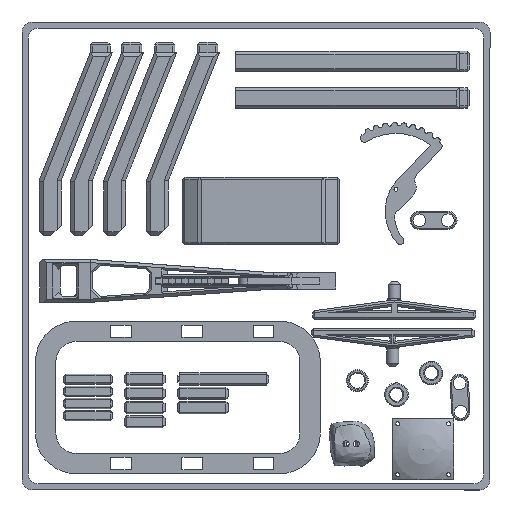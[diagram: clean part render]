
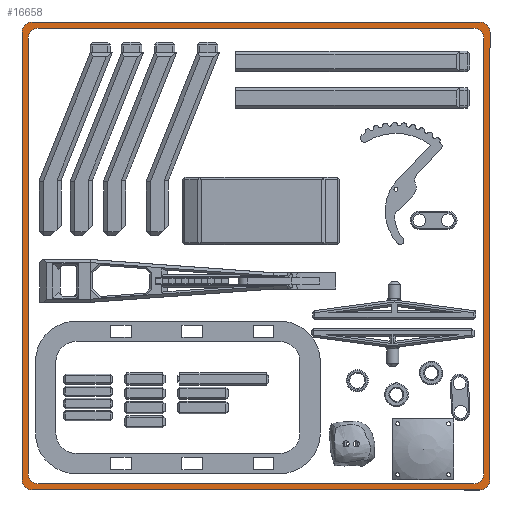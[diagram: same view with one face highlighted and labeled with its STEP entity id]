
A CAD part, front view. The second image highlights one B-rep face of the part: STEP entity #16658.
In plain terms, the highlighted face is planar.
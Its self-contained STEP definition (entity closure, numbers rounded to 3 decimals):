
#209=FACE_BOUND('',#3397,.T.);
#1414=PLANE('',#18381);
#2346=FACE_OUTER_BOUND('',#3396,.T.);
#3396=EDGE_LOOP('',(#15591,#15592,#15593,#15594,#15595,#15596,#15597,#15598));
#3397=EDGE_LOOP('',(#15599,#15600,#15601,#15602,#15603,#15604,#15605,#15606));
#5111=LINE('',#35112,#6840);
#5116=LINE('',#35127,#6845);
#5119=LINE('',#35133,#6848);
#5120=LINE('',#35137,#6849);
#5121=LINE('',#35141,#6850);
#5122=LINE('',#35144,#6851);
#5123=LINE('',#35148,#6852);
#5124=LINE('',#35152,#6853);
#6840=VECTOR('',#22757,10.);
#6845=VECTOR('',#22770,10.);
#6848=VECTOR('',#22775,10.);
#6849=VECTOR('',#22778,10.);
#6850=VECTOR('',#22781,10.);
#6851=VECTOR('',#22784,10.);
#6852=VECTOR('',#22787,10.);
#6853=VECTOR('',#22790,10.);
#7207=CIRCLE('',#18374,5.);
#7210=CIRCLE('',#18379,5.);
#7211=CIRCLE('',#18382,5.);
#7212=CIRCLE('',#18383,5.);
#7213=CIRCLE('',#18384,5.);
#7214=CIRCLE('',#18385,5.);
#7215=CIRCLE('',#18386,5.);
#7216=CIRCLE('',#18387,5.);
#8649=VERTEX_POINT('',#35102);
#8650=VERTEX_POINT('',#35103);
#8653=VERTEX_POINT('',#35111);
#8657=VERTEX_POINT('',#35120);
#8658=VERTEX_POINT('',#35122);
#8659=VERTEX_POINT('',#35126);
#8661=VERTEX_POINT('',#35132);
#8662=VERTEX_POINT('',#35134);
#8663=VERTEX_POINT('',#35136);
#8664=VERTEX_POINT('',#35138);
#8665=VERTEX_POINT('',#35140);
#8666=VERTEX_POINT('',#35143);
#8667=VERTEX_POINT('',#35145);
#8668=VERTEX_POINT('',#35147);
#8669=VERTEX_POINT('',#35149);
#8670=VERTEX_POINT('',#35151);
#10963=EDGE_CURVE('',#8649,#8650,#7207,.T.);
#10967=EDGE_CURVE('',#8653,#8650,#5111,.T.);
#10972=EDGE_CURVE('',#8657,#8658,#7210,.T.);
#10974=EDGE_CURVE('',#8659,#8658,#5116,.T.);
#10977=EDGE_CURVE('',#8657,#8661,#5119,.T.);
#10978=EDGE_CURVE('',#8662,#8661,#7211,.T.);
#10979=EDGE_CURVE('',#8662,#8663,#5120,.T.);
#10980=EDGE_CURVE('',#8664,#8663,#7212,.T.);
#10981=EDGE_CURVE('',#8664,#8665,#5121,.T.);
#10982=EDGE_CURVE('',#8659,#8665,#7213,.T.);
#10983=EDGE_CURVE('',#8649,#8666,#5122,.T.);
#10984=EDGE_CURVE('',#8667,#8666,#7214,.T.);
#10985=EDGE_CURVE('',#8667,#8668,#5123,.T.);
#10986=EDGE_CURVE('',#8669,#8668,#7215,.T.);
#10987=EDGE_CURVE('',#8669,#8670,#5124,.T.);
#10988=EDGE_CURVE('',#8653,#8670,#7216,.T.);
#15591=ORIENTED_EDGE('',*,*,#10972,.F.);
#15592=ORIENTED_EDGE('',*,*,#10977,.T.);
#15593=ORIENTED_EDGE('',*,*,#10978,.F.);
#15594=ORIENTED_EDGE('',*,*,#10979,.T.);
#15595=ORIENTED_EDGE('',*,*,#10980,.F.);
#15596=ORIENTED_EDGE('',*,*,#10981,.T.);
#15597=ORIENTED_EDGE('',*,*,#10982,.F.);
#15598=ORIENTED_EDGE('',*,*,#10974,.T.);
#15599=ORIENTED_EDGE('',*,*,#10983,.T.);
#15600=ORIENTED_EDGE('',*,*,#10984,.F.);
#15601=ORIENTED_EDGE('',*,*,#10985,.T.);
#15602=ORIENTED_EDGE('',*,*,#10986,.F.);
#15603=ORIENTED_EDGE('',*,*,#10987,.T.);
#15604=ORIENTED_EDGE('',*,*,#10988,.F.);
#15605=ORIENTED_EDGE('',*,*,#10967,.T.);
#15606=ORIENTED_EDGE('',*,*,#10963,.F.);
#16658=ADVANCED_FACE('',(#2346,#209),#1414,.T.);
#18374=AXIS2_PLACEMENT_3D('',#35104,#22749,#22750);
#18379=AXIS2_PLACEMENT_3D('',#35123,#22765,#22766);
#18381=AXIS2_PLACEMENT_3D('',#35131,#22773,#22774);
#18382=AXIS2_PLACEMENT_3D('',#35135,#22776,#22777);
#18383=AXIS2_PLACEMENT_3D('',#35139,#22779,#22780);
#18384=AXIS2_PLACEMENT_3D('',#35142,#22782,#22783);
#18385=AXIS2_PLACEMENT_3D('',#35146,#22785,#22786);
#18386=AXIS2_PLACEMENT_3D('',#35150,#22788,#22789);
#18387=AXIS2_PLACEMENT_3D('',#35153,#22791,#22792);
#22749=DIRECTION('center_axis',(0.,0.,1.));
#22750=DIRECTION('ref_axis',(0.707,0.707,0.));
#22757=DIRECTION('',(1.,0.,0.));
#22765=DIRECTION('center_axis',(0.,0.,-1.));
#22766=DIRECTION('ref_axis',(0.707,0.707,0.));
#22770=DIRECTION('',(0.,1.,0.));
#22773=DIRECTION('center_axis',(0.,0.,1.));
#22774=DIRECTION('ref_axis',(1.,0.,0.));
#22775=DIRECTION('',(-1.,0.,0.));
#22776=DIRECTION('center_axis',(0.,0.,-1.));
#22777=DIRECTION('ref_axis',(-0.707,0.707,0.));
#22778=DIRECTION('',(0.,-1.,0.));
#22779=DIRECTION('center_axis',(0.,0.,-1.));
#22780=DIRECTION('ref_axis',(-0.707,-0.707,0.));
#22781=DIRECTION('',(1.,0.,0.));
#22782=DIRECTION('center_axis',(0.,0.,-1.));
#22783=DIRECTION('ref_axis',(0.707,-0.707,0.));
#22784=DIRECTION('',(0.,-1.,0.));
#22785=DIRECTION('center_axis',(0.,0.,1.));
#22786=DIRECTION('ref_axis',(0.707,-0.707,0.));
#22787=DIRECTION('',(-1.,0.,0.));
#22788=DIRECTION('center_axis',(0.,0.,1.));
#22789=DIRECTION('ref_axis',(-0.707,-0.707,0.));
#22790=DIRECTION('',(0.,1.,0.));
#22791=DIRECTION('center_axis',(0.,0.,1.));
#22792=DIRECTION('ref_axis',(-0.707,0.707,0.));
#35102=CARTESIAN_POINT('',(112.,107.,0.));
#35103=CARTESIAN_POINT('',(107.,112.,0.));
#35104=CARTESIAN_POINT('Origin',(107.,107.,0.));
#35111=CARTESIAN_POINT('',(-107.,112.,0.));
#35112=CARTESIAN_POINT('',(-112.,112.,0.));
#35120=CARTESIAN_POINT('',(110.,115.,0.));
#35122=CARTESIAN_POINT('',(115.,110.,0.));
#35123=CARTESIAN_POINT('Origin',(110.,110.,0.));
#35126=CARTESIAN_POINT('',(115.,-110.,0.));
#35127=CARTESIAN_POINT('',(115.,-115.,0.));
#35131=CARTESIAN_POINT('Origin',(0.,0.,
0.));
#35132=CARTESIAN_POINT('',(-110.,115.,0.));
#35133=CARTESIAN_POINT('',(115.,115.,0.));
#35134=CARTESIAN_POINT('',(-115.,110.,0.));
#35135=CARTESIAN_POINT('Origin',(-110.,110.,0.));
#35136=CARTESIAN_POINT('',(-115.,-110.,0.));
#35137=CARTESIAN_POINT('',(-115.,115.,0.));
#35138=CARTESIAN_POINT('',(-110.,-115.,0.));
#35139=CARTESIAN_POINT('Origin',(-110.,-110.,0.));
#35140=CARTESIAN_POINT('',(110.,-115.,0.));
#35141=CARTESIAN_POINT('',(-115.,-115.,0.));
#35142=CARTESIAN_POINT('Origin',(110.,-110.,0.));
#35143=CARTESIAN_POINT('',(112.,-107.,0.));
#35144=CARTESIAN_POINT('',(112.,112.,0.));
#35145=CARTESIAN_POINT('',(107.,-112.,0.));
#35146=CARTESIAN_POINT('Origin',(107.,-107.,0.));
#35147=CARTESIAN_POINT('',(-107.,-112.,0.));
#35148=CARTESIAN_POINT('',(112.,-112.,0.));
#35149=CARTESIAN_POINT('',(-112.,-107.,0.));
#35150=CARTESIAN_POINT('Origin',(-107.,-107.,0.));
#35151=CARTESIAN_POINT('',(-112.,107.,0.));
#35152=CARTESIAN_POINT('',(-112.,-112.,0.));
#35153=CARTESIAN_POINT('Origin',(-107.,107.,0.));
